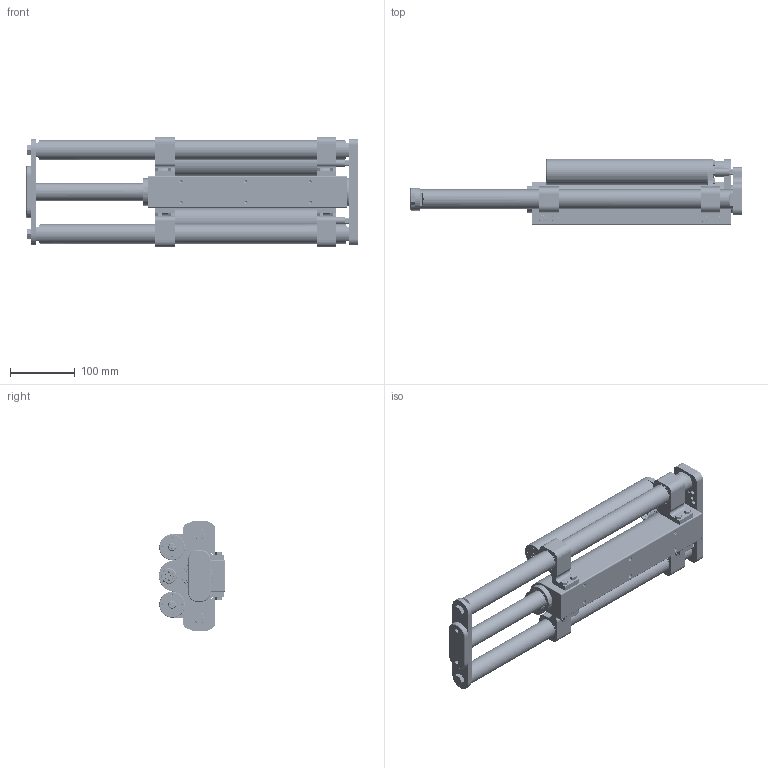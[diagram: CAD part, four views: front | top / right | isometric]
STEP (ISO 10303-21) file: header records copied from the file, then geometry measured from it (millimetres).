
FILE_DESCRIPTION (( 'STEP AP214' ), '1' );
FILE_NAME ('0186-1423_251125_SM01-48x240F-HP-C-165_BE01_MS08_SSCP.STEP', '2025-11-25T12:58:35', ( '' ), ( '' ), 'SwSTEP 2.0', 'SolidWorks 2025', '' );
FILE_SCHEMA (( 'AUTOMOTIVE_DESIGN' ));
Length unit declared in the file: millimetre
Products named in the file (26): 0160-0794_Kugelscheibe_M10x20.5x4_INOX_Schwartz; SL01-30x25x...-SSC-HIS_SL01-30-25x489-SSC-HIS; 0186-1244_PS01-48x240F-HP-B01-SSCP-G01-C; 0230-0962_Zyl.-Schr._i-6kt_M5x16__INOX.SLDRPT; 0230-0725_6kt-schr_M5x14_INOX; PL01-27-HP-SF-W01_PL01-27x500!450-HP-SF-W01; PS01h-48x240F-HP-B01-SSCP-G01-C_für SM01-48x240F; 0186-0992_MS01-40x250-SSC_MS01-40x100; 0180-1416_SM01k-48-LT-30x30-SSC-BE01; 0180-1857_PB01-48h_SSH_PB01-48-HP-SSC; Läufer_beweglich^0186-1423_SM01-48x240F-HP-C-165_BE01_MS08_SSCP; Motor_fix^0186-1423_SM01-48x240F-HP-C-165_BE01_MS08_SSCP; 0186-1423_251125_SM01-48x240F-HP-C-165_BE01_MS08_SSCP; 0180-2342_SM01k-48-MA-BE01-SSC; ML01-12_ML01-12x290!240; 0180-1979_GL-A-3034_30; 0230-0793_Gew.-Stift_I-6kt_K-k_M10x10_INOX; 0230-0698_Zyl-Schr_I-6kt_n-K_M10x25_INOX; 0180-1422_SM01k-48-RP-BE01-SSC; 0180-1856_PB01-48v_SSH_PB01-48-HP-SSC; 0160-0757_Gew.-Stift_I-6kt_K-k_M5x5_INOX; 0180-0532_MA01-PR01-DH_MA01-PR01-DH-4.9; 0180-2341_SM01k-48-MF-40-SSC-BE01; 0230-0722_Zyl-Schr_I-6kt_n-K_M10x20_INOX; 0230-0255_6kt.-schr._M10x25_INOX; 0230-0744_6kt-schr_M6x18_INOX
Assembly tree (54 placements, depth 4):
  0186-1423_251125_SM01-48x240F-HP-C-165_BE01_MS08_SSCP
    Motor_fix^0186-1423_SM01-48x240F-HP-C-165_BE01_MS08_SSCP
      0186-1244_PS01-48x240F-HP-B01-SSCP-G01-C
        0180-1856_PB01-48v_SSH_PB01-48-HP-SSC
        0180-1857_PB01-48h_SSH_PB01-48-HP-SSC
        PS01h-48x240F-HP-B01-SSCP-G01-C_für SM01-48x240F
      0180-2341_SM01k-48-MF-40-SSC-BE01  x2
      0180-1416_SM01k-48-LT-30x30-SSC-BE01  x2
      0180-1979_GL-A-3034_30  x4
      0230-0744_6kt-schr_M6x18_INOX  x8
      0186-0992_MS01-40x250-SSC_MS01-40x100  x2
      0230-0725_6kt-schr_M5x14_INOX  x8
    Läufer_beweglich^0186-1423_SM01-48x240F-HP-C-165_BE01_MS08_SSCP
      PL01-27-HP-SF-W01_PL01-27x500!450-HP-SF-W01
      0230-0793_Gew.-Stift_I-6kt_K-k_M10x10_INOX
      SL01-30x25x...-SSC-HIS_SL01-30-25x489-SSC-HIS  x2
      0180-1422_SM01k-48-RP-BE01-SSC
      0230-0255_6kt.-schr._M10x25_INOX  x2
      ML01-12_ML01-12x290!240  x2
      0160-0757_Gew.-Stift_I-6kt_K-k_M5x5_INOX  x2
      0160-0794_Kugelscheibe_M10x20.5x4_INOX_Schwartz  x3
      0180-2342_SM01k-48-MA-BE01-SSC
      0180-0532_MA01-PR01-DH_MA01-PR01-DH-4.9  x2
      0230-0962_Zyl.-Schr._i-6kt_M5x16__INOX.SLDRPT  x2
      0230-0722_Zyl-Schr_I-6kt_n-K_M10x20_INOX
      0230-0698_Zyl-Schr_I-6kt_n-K_M10x25_INOX  x2
Bounding box: 514 x 102.5 x 170 mm (x, y, z)
Volume: 2698333.9 mm3; surface area: 573077.8 mm2
Topology: 58 solids, 58 shells, 2928 faces, 6742 edges, 4077 vertices
Faces by surface type: plane 989, cone 852, cylinder 799, bspline 231, torus 57
Full cylindrical faces by diameter (mm): 1 x5, 1.2 x5, 1.5 x5, 2 x4, 2.5 x8, 2.6 x4, 2.8 x5, 3 x1, 3.1 x4, 3.8 x3, 4 x4, 4.2 x16, 4.5 x4, 4.6 x1, 5 x230, 5.3 x8, 5.4 x4, 6 x12, 6.4 x4, 6.5 x8, 6.8 x13, 7 x14, 8 x8, 8.5 x3, 10 x92, 10.5 x5, 11 x3, 12 x2, 12.17 x2, 13 x2
Entity records: 52311 total; most frequent: CARTESIAN_POINT 15001, DIRECTION 7217, ORIENTED_EDGE 6780, EDGE_CURVE 3390, AXIS2_PLACEMENT_3D 2825, EDGE_LOOP 2502, VERTEX_POINT 2466, FACE_OUTER_BOUND 2018
